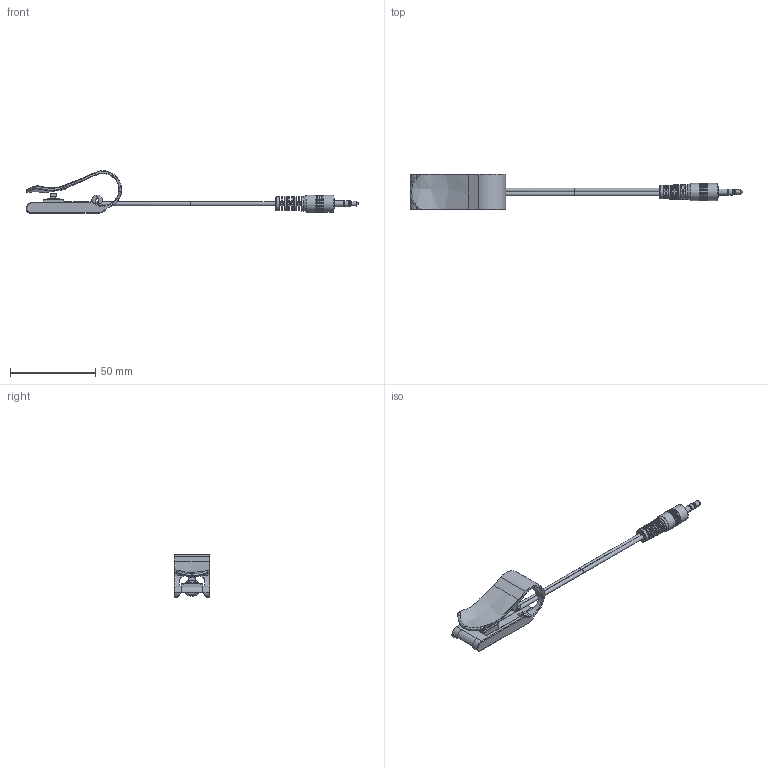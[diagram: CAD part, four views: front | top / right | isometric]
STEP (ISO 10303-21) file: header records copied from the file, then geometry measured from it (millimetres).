
FILE_DESCRIPTION(/* description */ (''),/* implementation_level */ '2;1');
FILE_NAME(/* name */ 'SUS modified for drawing v6.step',/* time_stamp */ '2021-10-27T09:46:31-07:00',/* author */ (''),/* organization */ (''),/* preprocessor_version */ 'ST-DEVELOPER v18.1',/* originating_system */ 'Autodesk Translation Framework v10.10.0.1391',/* authorisation */ '');
FILE_SCHEMA (('AUTOMOTIVE_DESIGN { 1 0 10303 214 3 1 1 }'));
Length unit declared in the file: millimetre
Products named in the file (4): SUS modified for drawing; Component1; OMRON_B3F_5050 v3; plug
Assembly tree (3 placements, depth 2):
  SUS modified for drawing
    Component1
    OMRON_B3F_5050 v3
    plug
Bounding box: 194.36 x 21 x 24.78 mm (x, y, z)
Volume: 9524.3 mm3; surface area: 10745.5 mm2
Topology: 7 solids, 7 shells, 633 faces, 1606 edges, 995 vertices
Faces by surface type: plane 218, cylinder 179, bspline 145, torus 71, cone 20
Full cylindrical faces by diameter (mm): 1.5 x8, 1.6 x2, 3.3 x2, 3.46 x1, 3.5 x2, 6 x1, 7.1 x1, 9 x5, 10 x6
Entity records: 24257 total; most frequent: CARTESIAN_POINT 9636, ORIENTED_EDGE 3212, DIRECTION 2707, EDGE_CURVE 1606, AXIS2_PLACEMENT_3D 1025, VERTEX_POINT 995, EDGE_LOOP 685, LINE 657
